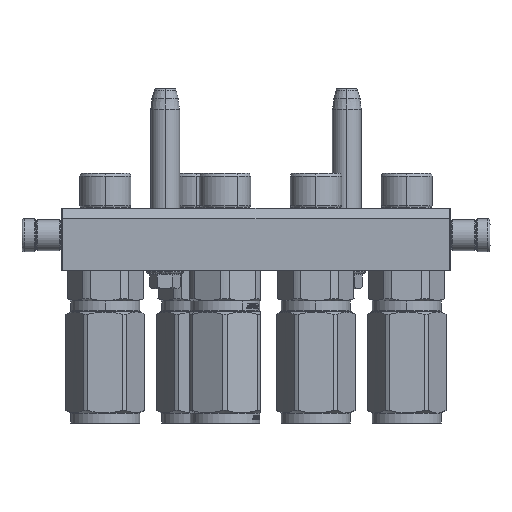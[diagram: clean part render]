
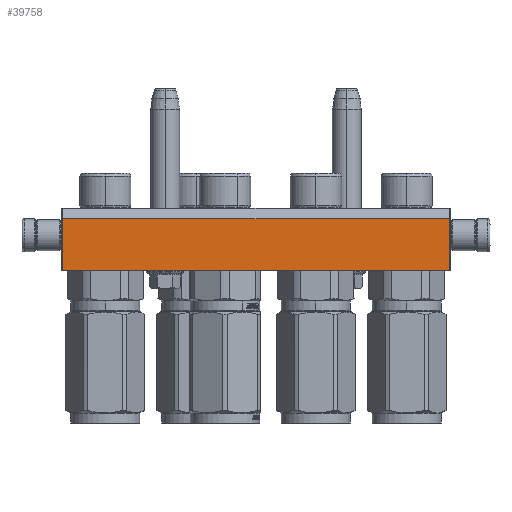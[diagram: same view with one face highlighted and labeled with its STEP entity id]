
A CAD part, left-side view. The second image highlights one B-rep face of the part: STEP entity #39758.
In plain terms, the highlighted face is planar.
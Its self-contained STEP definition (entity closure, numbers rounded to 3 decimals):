
#406 = CARTESIAN_POINT ( 'NONE',  ( 93.5, 15., -45. ) ) ;
#458 = LINE ( 'NONE', #42883, #40470 ) ;
#1098 = PLANE ( 'NONE',  #45104 ) ;
#1540 = DIRECTION ( 'NONE',  ( 0., 1., 0. ) ) ;
#2991 = FACE_OUTER_BOUND ( 'NONE', #22922, .T. ) ;
#8263 = LINE ( 'NONE', #57264, #54471 ) ;
#8483 = ORIENTED_EDGE ( 'NONE', *, *, #31098, .F. ) ;
#9716 = CARTESIAN_POINT ( 'NONE',  ( -93.5, -10., -45. ) ) ;
#11065 = VERTEX_POINT ( 'NONE', #22855 ) ;
#12202 = DIRECTION ( 'NONE',  ( 1., 0., 0. ) ) ;
#16124 = DIRECTION ( 'NONE',  ( -1., 0., 0. ) ) ;
#16331 = VERTEX_POINT ( 'NONE', #23524 ) ;
#17524 = ORIENTED_EDGE ( 'NONE', *, *, #19489, .F. ) ;
#19105 = EDGE_CURVE ( 'NONE', #16331, #44427, #8263, .T. ) ;
#19489 = EDGE_CURVE ( 'NONE', #44427, #11065, #458, .T. ) ;
#20191 = CARTESIAN_POINT ( 'NONE',  ( -93.5, -10., -45. ) ) ;
#20363 = VECTOR ( 'NONE', #1540, 1000. ) ;
#20669 = ORIENTED_EDGE ( 'NONE', *, *, #35554, .T. ) ;
#21052 = DIRECTION ( 'NONE',  ( 0., 1., 0. ) ) ;
#21764 = LINE ( 'NONE', #20191, #20363 ) ;
#22855 = CARTESIAN_POINT ( 'NONE',  ( -93.5, 15., -45. ) ) ;
#22922 = EDGE_LOOP ( 'NONE', ( #17524, #56104, #8483, #20669 ) ) ;
#23524 = CARTESIAN_POINT ( 'NONE',  ( 93.5, -10., -45. ) ) ;
#28527 = CARTESIAN_POINT ( 'NONE',  ( 94., -15., -45. ) ) ;
#31098 = EDGE_CURVE ( 'NONE', #32450, #16331, #41774, .T. ) ;
#32450 = VERTEX_POINT ( 'NONE', #9716 ) ;
#32458 = DIRECTION ( 'NONE',  ( -1., 0., 0. ) ) ;
#32844 = DIRECTION ( 'NONE',  ( 0., 0., -1. ) ) ;
#35554 = EDGE_CURVE ( 'NONE', #32450, #11065, #21764, .T. ) ;
#39628 = CARTESIAN_POINT ( 'NONE',  ( -93.5, -10., -45. ) ) ;
#39758 = ADVANCED_FACE ( 'NONE', ( #2991 ), #1098, .T. ) ;
#40470 = VECTOR ( 'NONE', #16124, 1000. ) ;
#41774 = LINE ( 'NONE', #39628, #56466 ) ;
#42883 = CARTESIAN_POINT ( 'NONE',  ( 93.5, 15., -45. ) ) ;
#44427 = VERTEX_POINT ( 'NONE', #406 ) ;
#45104 = AXIS2_PLACEMENT_3D ( 'NONE', #28527, #32844, #32458 ) ;
#54471 = VECTOR ( 'NONE', #21052, 1000. ) ;
#56104 = ORIENTED_EDGE ( 'NONE', *, *, #19105, .F. ) ;
#56466 = VECTOR ( 'NONE', #12202, 1000. ) ;
#57264 = CARTESIAN_POINT ( 'NONE',  ( 93.5, -10., -45. ) ) ;
